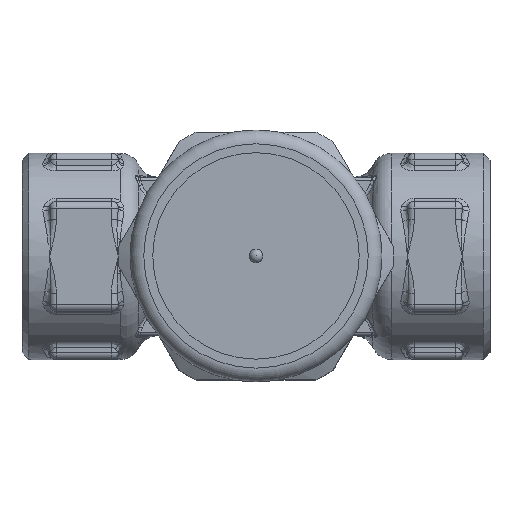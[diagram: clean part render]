
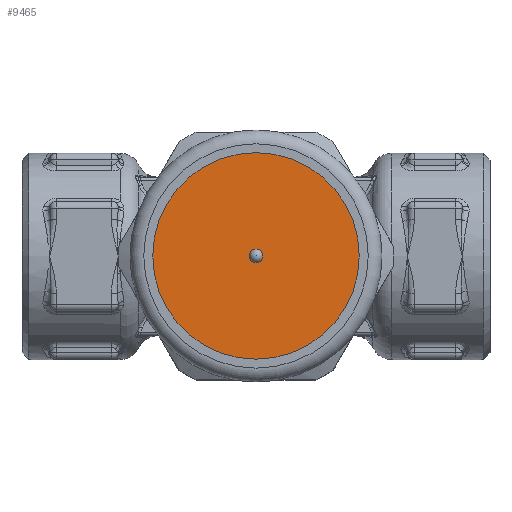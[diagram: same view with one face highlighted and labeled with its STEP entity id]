
A CAD part, top view. The second image highlights one B-rep face of the part: STEP entity #9465.
In plain terms, the highlighted planar face has unit normal (0, 0, 1).
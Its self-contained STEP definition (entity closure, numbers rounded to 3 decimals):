
#327=FACE_BOUND('',#3051,.T.);
#1008=PLANE('',#10301);
#2388=FACE_OUTER_BOUND('',#3050,.T.);
#3050=EDGE_LOOP('',(#8367));
#3051=EDGE_LOOP('',(#8368));
#3172=CIRCLE('',#9569,1.);
#3623=CIRCLE('',#10299,15.);
#3708=VERTEX_POINT('',#12608);
#4420=VERTEX_POINT('',#24596);
#4550=EDGE_CURVE('',#3708,#3708,#3172,.T.);
#5789=EDGE_CURVE('',#4420,#4420,#3623,.T.);
#8367=ORIENTED_EDGE('',*,*,#5789,.T.);
#8368=ORIENTED_EDGE('',*,*,#4550,.T.);
#9465=ADVANCED_FACE('',(#2388,#327),#1008,.T.);
#9569=AXIS2_PLACEMENT_3D('',#12609,#10489,#10490);
#10299=AXIS2_PLACEMENT_3D('',#24597,#12198,#12199);
#10301=AXIS2_PLACEMENT_3D('',#24600,#12202,#12203);
#10489=DIRECTION('center_axis',(0.,0.,-1.));
#10490=DIRECTION('ref_axis',(0.,1.,0.));
#12198=DIRECTION('center_axis',(0.,0.,1.));
#12199=DIRECTION('ref_axis',(-1.,0.,0.));
#12202=DIRECTION('center_axis',(0.,0.,1.));
#12203=DIRECTION('ref_axis',(1.,0.,0.));
#12608=CARTESIAN_POINT('',(1.,0.,42.));
#12609=CARTESIAN_POINT('Origin',(0.,0.,42.));
#24596=CARTESIAN_POINT('',(15.,0.,42.));
#24597=CARTESIAN_POINT('Origin',(0.,0.,42.));
#24600=CARTESIAN_POINT('Origin',(0.,0.,
42.));
